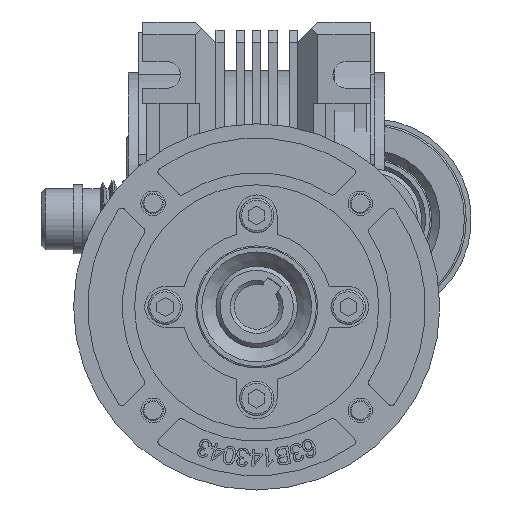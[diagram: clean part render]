
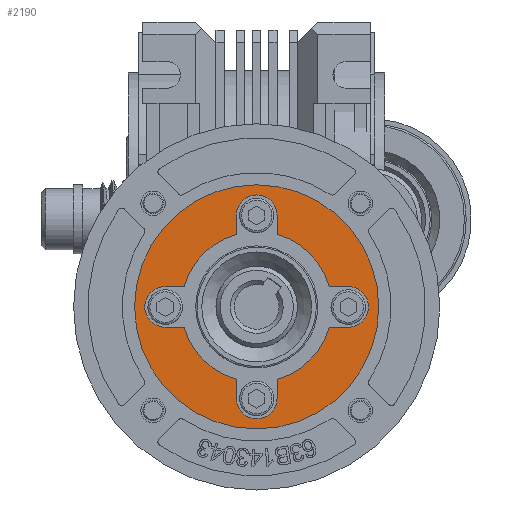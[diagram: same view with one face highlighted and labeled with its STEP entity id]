
A CAD part, front view. The second image highlights one B-rep face of the part: STEP entity #2190.
In plain terms, the highlighted face is planar.
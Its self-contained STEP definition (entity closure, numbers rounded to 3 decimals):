
#2190 = ADVANCED_FACE( '', ( #5356, #5357 ), #5358, .F. );
#5356 = FACE_BOUND( '', #9789, .T. );
#5357 = FACE_OUTER_BOUND( '', #9790, .T. );
#5358 = PLANE( '', #9791 );
#9789 = EDGE_LOOP( '', ( #16762, #16763, #16764, #16765, #16766, #16767, #16768, #16769, #16770, #16771, #16772, #16773, #16774, #16775, #16776, #16777 ) );
#9790 = EDGE_LOOP( '', ( #16778 ) );
#9791 = AXIS2_PLACEMENT_3D( '', #16779, #16780, #16781 );
#16762 = ORIENTED_EDGE( '', *, *, #28254, .F. );
#16763 = ORIENTED_EDGE( '', *, *, #28255, .F. );
#16764 = ORIENTED_EDGE( '', *, *, #28256, .F. );
#16765 = ORIENTED_EDGE( '', *, *, #28257, .F. );
#16766 = ORIENTED_EDGE( '', *, *, #28258, .F. );
#16767 = ORIENTED_EDGE( '', *, *, #28259, .F. );
#16768 = ORIENTED_EDGE( '', *, *, #28260, .F. );
#16769 = ORIENTED_EDGE( '', *, *, #27975, .F. );
#16770 = ORIENTED_EDGE( '', *, *, #28261, .F. );
#16771 = ORIENTED_EDGE( '', *, *, #28262, .F. );
#16772 = ORIENTED_EDGE( '', *, *, #28263, .F. );
#16773 = ORIENTED_EDGE( '', *, *, #27829, .F. );
#16774 = ORIENTED_EDGE( '', *, *, #28264, .F. );
#16775 = ORIENTED_EDGE( '', *, *, #28265, .F. );
#16776 = ORIENTED_EDGE( '', *, *, #28266, .F. );
#16777 = ORIENTED_EDGE( '', *, *, #28267, .F. );
#16778 = ORIENTED_EDGE( '', *, *, #28268, .T. );
#16779 = CARTESIAN_POINT( '', ( -4.6, 0., 0. ) );
#16780 = DIRECTION( '', ( -1., 0., 0. ) );
#16781 = DIRECTION( '', ( 0., -1., 0. ) );
#27829 = EDGE_CURVE( '', #33683, #33684, #33685, .T. );
#27975 = EDGE_CURVE( '', #33932, #33933, #33934, .T. );
#28254 = EDGE_CURVE( '', #34386, #34387, #34388, .T. );
#28255 = EDGE_CURVE( '', #34389, #34386, #34390, .T. );
#28256 = EDGE_CURVE( '', #34391, #34389, #34392, .T. );
#28257 = EDGE_CURVE( '', #34393, #34391, #34394, .T. );
#28258 = EDGE_CURVE( '', #34395, #34393, #34396, .T. );
#28259 = EDGE_CURVE( '', #34397, #34395, #34398, .T. );
#28260 = EDGE_CURVE( '', #33933, #34397, #34399, .T. );
#28261 = EDGE_CURVE( '', #34400, #33932, #34401, .T. );
#28262 = EDGE_CURVE( '', #34402, #34400, #34403, .T. );
#28263 = EDGE_CURVE( '', #33684, #34402, #34404, .T. );
#28264 = EDGE_CURVE( '', #34405, #33683, #34406, .T. );
#28265 = EDGE_CURVE( '', #34407, #34405, #34408, .T. );
#28266 = EDGE_CURVE( '', #34409, #34407, #34410, .T. );
#28267 = EDGE_CURVE( '', #34387, #34409, #34411, .T. );
#28268 = EDGE_CURVE( '', #34412, #34412, #34413, .T. );
#33683 = VERTEX_POINT( '', #42738 );
#33684 = VERTEX_POINT( '', #42739 );
#33685 = LINE( '', #42740, #42741 );
#33932 = VERTEX_POINT( '', #43334 );
#33933 = VERTEX_POINT( '', #43335 );
#33934 = LINE( '', #43336, #43337 );
#34386 = VERTEX_POINT( '', #44322 );
#34387 = VERTEX_POINT( '', #44323 );
#34388 = CIRCLE( '', #44324, 18.5 );
#34389 = VERTEX_POINT( '', #44325 );
#34390 = LINE( '', #44326, #44327 );
#34391 = VERTEX_POINT( '', #44328 );
#34392 = CIRCLE( '', #44329, 5. );
#34393 = VERTEX_POINT( '', #44330 );
#34394 = LINE( '', #44331, #44332 );
#34395 = VERTEX_POINT( '', #44333 );
#34396 = CIRCLE( '', #44334, 18.5 );
#34397 = VERTEX_POINT( '', #44335 );
#34398 = LINE( '', #44336, #44337 );
#34399 = CIRCLE( '', #44338, 5. );
#34400 = VERTEX_POINT( '', #44339 );
#34401 = CIRCLE( '', #44340, 18.5 );
#34402 = VERTEX_POINT( '', #44341 );
#34403 = LINE( '', #44342, #44343 );
#34404 = CIRCLE( '', #44344, 5. );
#34405 = VERTEX_POINT( '', #44345 );
#34406 = CIRCLE( '', #44346, 18.5 );
#34407 = VERTEX_POINT( '', #44347 );
#34408 = LINE( '', #44348, #44349 );
#34409 = VERTEX_POINT( '', #44350 );
#34410 = CIRCLE( '', #44351, 5. );
#34411 = LINE( '', #44352, #44353 );
#34412 = VERTEX_POINT( '', #44354 );
#34413 = CIRCLE( '', #44355, 30. );
#42738 = CARTESIAN_POINT( '', ( -4.6, 17.812, -5. ) );
#42739 = CARTESIAN_POINT( '', ( -4.6, 22.5, -5. ) );
#42740 = CARTESIAN_POINT( '', ( -4.6, 22.5, -5. ) );
#42741 = VECTOR( '', #53512, 1000. );
#43334 = CARTESIAN_POINT( '', ( -4.6, 5., 17.812 ) );
#43335 = CARTESIAN_POINT( '', ( -4.6, 5., 22.5 ) );
#43336 = CARTESIAN_POINT( '', ( -4.6, 5., 22.5 ) );
#43337 = VECTOR( '', #53662, 1000. );
#44322 = CARTESIAN_POINT( '', ( -4.6, -17.812, -5. ) );
#44323 = CARTESIAN_POINT( '', ( -4.6, -5., -17.812 ) );
#44324 = AXIS2_PLACEMENT_3D( '', #54002, #54003, #54004 );
#44325 = CARTESIAN_POINT( '', ( -4.6, -22.5, -5. ) );
#44326 = CARTESIAN_POINT( '', ( -4.6, -17.812, -5. ) );
#44327 = VECTOR( '', #54005, 1000. );
#44328 = CARTESIAN_POINT( '', ( -4.6, -22.5, 5. ) );
#44329 = AXIS2_PLACEMENT_3D( '', #54006, #54007, #54008 );
#44330 = CARTESIAN_POINT( '', ( -4.6, -17.812, 5. ) );
#44331 = CARTESIAN_POINT( '', ( -4.6, -17.812, 5. ) );
#44332 = VECTOR( '', #54009, 1000. );
#44333 = CARTESIAN_POINT( '', ( -4.6, -5., 17.812 ) );
#44334 = AXIS2_PLACEMENT_3D( '', #54010, #54011, #54012 );
#44335 = CARTESIAN_POINT( '', ( -4.6, -5., 22.5 ) );
#44336 = CARTESIAN_POINT( '', ( -4.6, -5., 22.5 ) );
#44337 = VECTOR( '', #54013, 1000. );
#44338 = AXIS2_PLACEMENT_3D( '', #54014, #54015, #54016 );
#44339 = CARTESIAN_POINT( '', ( -4.6, 17.812, 5. ) );
#44340 = AXIS2_PLACEMENT_3D( '', #54017, #54018, #54019 );
#44341 = CARTESIAN_POINT( '', ( -4.6, 22.5, 5. ) );
#44342 = CARTESIAN_POINT( '', ( -4.6, 22.5, 5. ) );
#44343 = VECTOR( '', #54020, 1000. );
#44344 = AXIS2_PLACEMENT_3D( '', #54021, #54022, #54023 );
#44345 = CARTESIAN_POINT( '', ( -4.6, 5., -17.812 ) );
#44346 = AXIS2_PLACEMENT_3D( '', #54024, #54025, #54026 );
#44347 = CARTESIAN_POINT( '', ( -4.6, 5., -22.5 ) );
#44348 = CARTESIAN_POINT( '', ( -4.6, 5., -17.812 ) );
#44349 = VECTOR( '', #54027, 1000. );
#44350 = CARTESIAN_POINT( '', ( -4.6, -5., -22.5 ) );
#44351 = AXIS2_PLACEMENT_3D( '', #54028, #54029, #54030 );
#44352 = CARTESIAN_POINT( '', ( -4.6, -5., -17.812 ) );
#44353 = VECTOR( '', #54031, 1000. );
#44354 = CARTESIAN_POINT( '', ( -4.6, 30., 0. ) );
#44355 = AXIS2_PLACEMENT_3D( '', #54032, #54033, #54034 );
#53512 = DIRECTION( '', ( 0., 1., 0. ) );
#53662 = DIRECTION( '', ( 0., 0., 1. ) );
#54002 = CARTESIAN_POINT( '', ( -4.6, 0., 0. ) );
#54003 = DIRECTION( '', ( 1., 0., 0. ) );
#54004 = DIRECTION( '', ( 0., 0., 1. ) );
#54005 = DIRECTION( '', ( 0., 1., 0. ) );
#54006 = CARTESIAN_POINT( '', ( -4.6, -22.5, 0. ) );
#54007 = DIRECTION( '', ( 1., 0., 0. ) );
#54008 = DIRECTION( '', ( 0., 0., 1. ) );
#54009 = DIRECTION( '', ( 0., -1., 0. ) );
#54010 = CARTESIAN_POINT( '', ( -4.6, 0., 0. ) );
#54011 = DIRECTION( '', ( 1., 0., 0. ) );
#54012 = DIRECTION( '', ( 0., 0., 1. ) );
#54013 = DIRECTION( '', ( 0., 0., -1. ) );
#54014 = CARTESIAN_POINT( '', ( -4.6, 0., 22.5 ) );
#54015 = DIRECTION( '', ( 1., 0., 0. ) );
#54016 = DIRECTION( '', ( 0., 0., -1. ) );
#54017 = CARTESIAN_POINT( '', ( -4.6, 0., 0. ) );
#54018 = DIRECTION( '', ( 1., 0., 0. ) );
#54019 = DIRECTION( '', ( 0., 0., 1. ) );
#54020 = DIRECTION( '', ( 0., -1., 0. ) );
#54021 = CARTESIAN_POINT( '', ( -4.6, 22.5, 0. ) );
#54022 = DIRECTION( '', ( 1., 0., 0. ) );
#54023 = DIRECTION( '', ( 0., 0., -1. ) );
#54024 = CARTESIAN_POINT( '', ( -4.6, 0., 0. ) );
#54025 = DIRECTION( '', ( 1., 0., 0. ) );
#54026 = DIRECTION( '', ( 0., 0., 1. ) );
#54027 = DIRECTION( '', ( 0., 0., 1. ) );
#54028 = CARTESIAN_POINT( '', ( -4.6, 0., -22.5 ) );
#54029 = DIRECTION( '', ( 1., 0., 0. ) );
#54030 = DIRECTION( '', ( 0., 0., 1. ) );
#54031 = DIRECTION( '', ( 0., 0., -1. ) );
#54032 = CARTESIAN_POINT( '', ( -4.6, 0., 0. ) );
#54033 = DIRECTION( '', ( 1., 0., 0. ) );
#54034 = DIRECTION( '', ( 0., 1., 0. ) );
